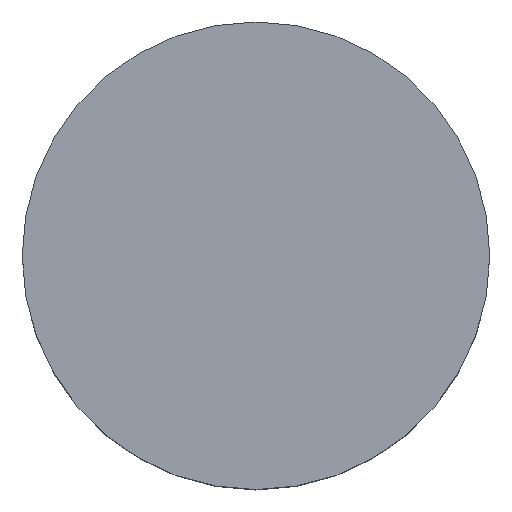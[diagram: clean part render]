
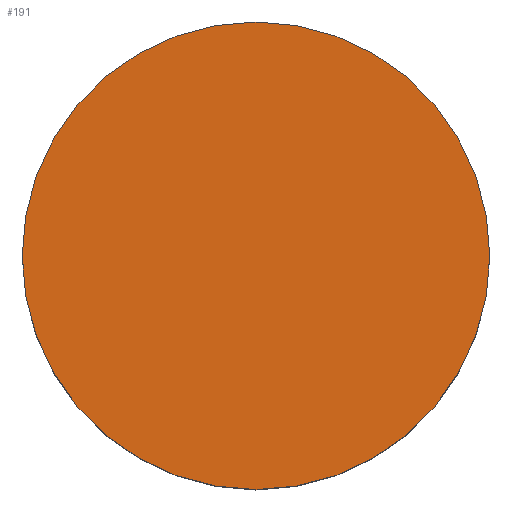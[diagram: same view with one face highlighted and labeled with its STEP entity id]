
A CAD part, top view. The second image highlights one B-rep face of the part: STEP entity #191.
In plain terms, the highlighted planar face has unit normal (0, 0, 1).
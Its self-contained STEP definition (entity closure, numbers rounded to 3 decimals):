
#152=CARTESIAN_POINT('',(-2.0,0.,14.0));
#153=VERTEX_POINT('',#152);
#160=CARTESIAN_POINT('',(2.0,0.,14.0));
#161=VERTEX_POINT('',#160);
#162=CARTESIAN_POINT('',(0.0,0.0,14.0));
#163=DIRECTION('',(0.0,0.0,1.0));
#164=DIRECTION('',(1.0,0.0,-0.0));
#165=AXIS2_PLACEMENT_3D('',#162,#163,#164);
#166=CIRCLE('',#165,2.0);
#167=EDGE_CURVE('',#161,#153,#166,.T.);
#169=CARTESIAN_POINT('',(0.0,0.0,14.0));
#170=DIRECTION('',(0.0,0.0,1.0));
#171=DIRECTION('',(1.0,0.0,-0.0));
#172=AXIS2_PLACEMENT_3D('',#169,#170,#171);
#173=CIRCLE('',#172,2.0);
#174=EDGE_CURVE('',#153,#161,#173,.T.);
#182=CARTESIAN_POINT('',(0.0,0.0,14.0));
#183=DIRECTION('',(0.0,0.0,1.0));
#184=DIRECTION('',(1.0,0.0,-0.0));
#185=AXIS2_PLACEMENT_3D('',#182,#183,#184);
#186=PLANE('',#185);
#187=ORIENTED_EDGE('',*,*,#167,.T.);
#188=ORIENTED_EDGE('',*,*,#174,.T.);
#189=EDGE_LOOP('',(#187,#188));
#190=FACE_BOUND('',#189,.T.);
#191=ADVANCED_FACE('',(#190),#186,.T.);
